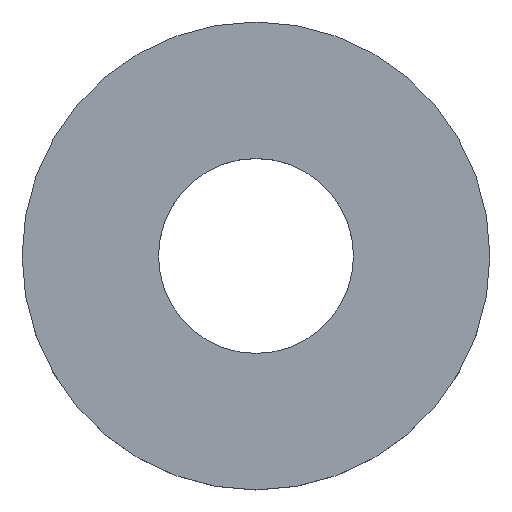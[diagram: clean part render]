
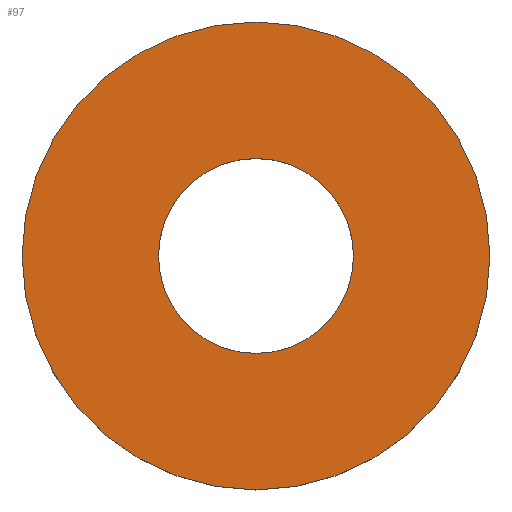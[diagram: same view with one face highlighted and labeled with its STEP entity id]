
A CAD part, top view. The second image highlights one B-rep face of the part: STEP entity #97.
In plain terms, the highlighted planar face has unit normal (0, 0, 1).
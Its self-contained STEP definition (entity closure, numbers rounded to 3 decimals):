
#55=VERTEX_POINT('',#125);
#61=VERTEX_POINT('',#131);
#63=EDGE_CURVE('',#67,#55,#133,.T.);
#67=VERTEX_POINT('',#138);
#71=EDGE_CURVE('',#61,#83,#142,.T.);
#75=EDGE_CURVE('',#83,#61,#146,.T.);
#77=EDGE_CURVE('',#55,#67,#148,.T.);
#83=VERTEX_POINT('',#155);
#97=ADVANCED_FACE('',(#172,#173),#174,.T.);
#125=CARTESIAN_POINT('',(-30.0,0.,8.));
#131=CARTESIAN_POINT('',(12.5,0.,8.));
#133=CIRCLE('',#202,30.0);
#138=CARTESIAN_POINT('',(30.0,0.,8.));
#142=CIRCLE('',#213,12.5);
#146=CIRCLE('',#218,12.5);
#148=CIRCLE('',#221,30.0);
#155=CARTESIAN_POINT('',(-12.5,0.,8.));
#172=FACE_OUTER_BOUND('',#253,.T.);
#173=FACE_BOUND('',#254,.T.);
#174=PLANE('',#255);
#202=AXIS2_PLACEMENT_3D('',#270,#271,#272);
#213=AXIS2_PLACEMENT_3D('',#284,#285,#286);
#218=AXIS2_PLACEMENT_3D('',#287,#288,#289);
#221=AXIS2_PLACEMENT_3D('',#290,#291,#292);
#253=EDGE_LOOP('',(#327,#328));
#254=EDGE_LOOP('',(#329,#330));
#255=AXIS2_PLACEMENT_3D('',#331,#332,#333);
#270=CARTESIAN_POINT('',(0.,0.,8.));
#271=DIRECTION('',(0.0,0.0,-1.0));
#272=DIRECTION('',(1.0,0.,0.0));
#284=CARTESIAN_POINT('',(0.,0.,8.));
#285=DIRECTION('',(0.0,0.0,-1.0));
#286=DIRECTION('',(1.0,0.,0.0));
#287=CARTESIAN_POINT('',(0.,0.,8.));
#288=DIRECTION('',(0.0,0.0,-1.0));
#289=DIRECTION('',(1.0,0.,0.0));
#290=CARTESIAN_POINT('',(0.,0.,8.));
#291=DIRECTION('',(0.0,0.0,-1.0));
#292=DIRECTION('',(1.0,0.,0.0));
#327=ORIENTED_EDGE('',*,*,#63,.F.);
#328=ORIENTED_EDGE('',*,*,#77,.F.);
#329=ORIENTED_EDGE('',*,*,#71,.T.);
#330=ORIENTED_EDGE('',*,*,#75,.T.);
#331=CARTESIAN_POINT('',(21.25,0.,8.));
#332=DIRECTION('',(0.0,0.0,1.0));
#333=DIRECTION('',(1.0,0.0,0.0));
